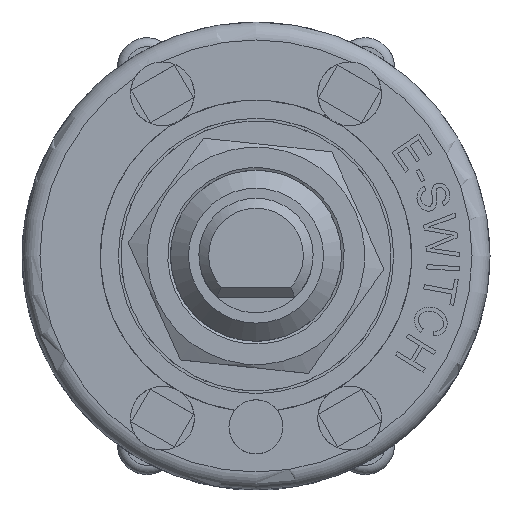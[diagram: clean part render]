
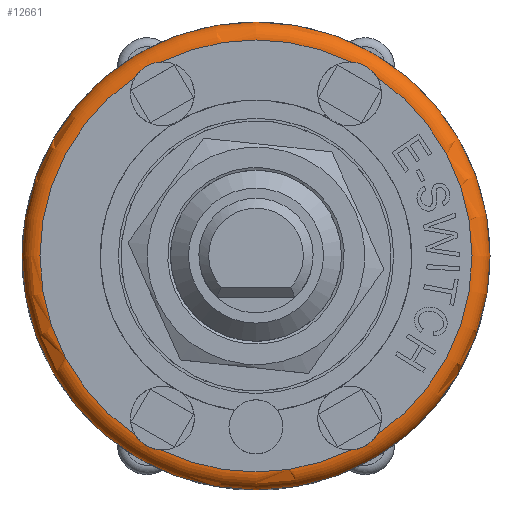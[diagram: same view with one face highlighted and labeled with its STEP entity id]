
A CAD part, top view. The second image highlights one B-rep face of the part: STEP entity #12661.
In plain terms, the highlighted toroidal (fillet/blend) face has major radius 12 mm and minor radius 1 mm.
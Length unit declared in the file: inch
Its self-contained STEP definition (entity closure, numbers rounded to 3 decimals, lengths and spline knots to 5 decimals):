
#30=TOROIDAL_SURFACE('',#13290,0.47244,0.03937);
#380=B_SPLINE_CURVE_WITH_KNOTS('',3,(#21791,#21792,#21793,#21794,#21795,
#21796,#21797,#21798,#21799,#21800,#21801,#21802),.UNSPECIFIED.,.F.,.F.,
(4,2,2,2,2,4),(-0.26924,-0.24463,-0.21597,
-0.19207,-0.16451,-0.13568),.UNSPECIFIED.);
#381=B_SPLINE_CURVE_WITH_KNOTS('',3,(#21814,#21815,#21816,#21817,#21818,
#21819,#21820,#21821,#21822,#21823,#21824,#21825),.UNSPECIFIED.,.F.,.F.,
(4,2,2,2,2,4),(-0.26924,-0.24463,-0.21597,
-0.19207,-0.16451,-0.13568),.UNSPECIFIED.);
#382=B_SPLINE_CURVE_WITH_KNOTS('',3,(#21842,#21843,#21844,#21845,#21846,
#21847,#21848,#21849,#21850,#21851,#21852,#21853),.UNSPECIFIED.,.F.,.F.,
(4,2,2,2,2,4),(-0.26924,-0.24463,-0.21597,
-0.19207,-0.16451,-0.13568),.UNSPECIFIED.);
#383=B_SPLINE_CURVE_WITH_KNOTS('',3,(#21875,#21876,#21877,#21878,#21879,
#21880,#21881,#21882,#21883,#21884,#21885,#21886),.UNSPECIFIED.,.F.,.F.,
(4,2,2,2,2,4),(-0.26924,-0.24463,-0.21597,
-0.19207,-0.16451,-0.13568),.UNSPECIFIED.);
#1755=FACE_OUTER_BOUND('',#2515,.T.);
#2515=EDGE_LOOP('',(#11622,#11623,#11624,#11625,#11626,#11627,#11628,#11629,
#11630,#11631,#11632,#11633));
#5328=CIRCLE('',#13243,0.51181);
#5355=CIRCLE('',#13291,0.03937);
#5356=CIRCLE('',#13292,0.47244);
#5357=CIRCLE('',#13293,0.47244);
#5358=CIRCLE('',#13294,0.47244);
#5359=CIRCLE('',#13295,0.47244);
#5360=CIRCLE('',#13296,0.47244);
#6466=VERTEX_POINT('',#21753);
#6474=VERTEX_POINT('',#21789);
#6475=VERTEX_POINT('',#21790);
#6478=VERTEX_POINT('',#21812);
#6479=VERTEX_POINT('',#21813);
#6484=VERTEX_POINT('',#21840);
#6485=VERTEX_POINT('',#21841);
#6492=VERTEX_POINT('',#21873);
#6493=VERTEX_POINT('',#21874);
#6496=VERTEX_POINT('',#21896);
#8216=EDGE_CURVE('',#6466,#6466,#5328,.T.);
#8234=EDGE_CURVE('',#6474,#6475,#380,.T.);
#8240=EDGE_CURVE('',#6478,#6479,#381,.T.);
#8248=EDGE_CURVE('',#6484,#6485,#382,.T.);
#8258=EDGE_CURVE('',#6492,#6493,#383,.T.);
#8264=EDGE_CURVE('',#6466,#6496,#5355,.T.);
#8265=EDGE_CURVE('',#6496,#6484,#5356,.T.);
#8266=EDGE_CURVE('',#6485,#6478,#5357,.T.);
#8267=EDGE_CURVE('',#6479,#6474,#5358,.T.);
#8268=EDGE_CURVE('',#6475,#6492,#5359,.T.);
#8269=EDGE_CURVE('',#6493,#6496,#5360,.T.);
#11622=ORIENTED_EDGE('',*,*,#8216,.T.);
#11623=ORIENTED_EDGE('',*,*,#8264,.T.);
#11624=ORIENTED_EDGE('',*,*,#8265,.T.);
#11625=ORIENTED_EDGE('',*,*,#8248,.T.);
#11626=ORIENTED_EDGE('',*,*,#8266,.T.);
#11627=ORIENTED_EDGE('',*,*,#8240,.T.);
#11628=ORIENTED_EDGE('',*,*,#8267,.T.);
#11629=ORIENTED_EDGE('',*,*,#8234,.T.);
#11630=ORIENTED_EDGE('',*,*,#8268,.T.);
#11631=ORIENTED_EDGE('',*,*,#8258,.T.);
#11632=ORIENTED_EDGE('',*,*,#8269,.T.);
#11633=ORIENTED_EDGE('',*,*,#8264,.F.);
#12661=ADVANCED_FACE('',(#1755),#30,.T.);
#13243=AXIS2_PLACEMENT_3D('',#21754,#15619,#15620);
#13290=AXIS2_PLACEMENT_3D('',#21895,#15730,#15731);
#13291=AXIS2_PLACEMENT_3D('',#21897,#15732,#15733);
#13292=AXIS2_PLACEMENT_3D('',#21898,#15734,#15735);
#13293=AXIS2_PLACEMENT_3D('',#21899,#15736,#15737);
#13294=AXIS2_PLACEMENT_3D('',#21900,#15738,#15739);
#13295=AXIS2_PLACEMENT_3D('',#21901,#15740,#15741);
#13296=AXIS2_PLACEMENT_3D('',#21902,#15742,#15743);
#15619=DIRECTION('center_axis',(0.,0.,1.));
#15620=DIRECTION('ref_axis',(-1.,0.,0.));
#15730=DIRECTION('center_axis',(0.,0.,-1.));
#15731=DIRECTION('ref_axis',(-1.,0.,0.));
#15732=DIRECTION('center_axis',(0.,-1.,0.));
#15733=DIRECTION('ref_axis',(1.,0.,0.));
#15734=DIRECTION('center_axis',(0.,0.,-1.));
#15735=DIRECTION('ref_axis',(-1.,0.,0.));
#15736=DIRECTION('center_axis',(0.,0.,-1.));
#15737=DIRECTION('ref_axis',(-1.,0.,0.));
#15738=DIRECTION('center_axis',(0.,0.,-1.));
#15739=DIRECTION('ref_axis',(-1.,0.,0.));
#15740=DIRECTION('center_axis',(0.,0.,-1.));
#15741=DIRECTION('ref_axis',(-1.,0.,0.));
#15742=DIRECTION('center_axis',(0.,0.,-1.));
#15743=DIRECTION('ref_axis',(-1.,0.,0.));
#21753=CARTESIAN_POINT('',(0.51181,0.,0.37402));
#21754=CARTESIAN_POINT('Origin',(0.,0.,0.37402));
#21789=CARTESIAN_POINT('',(-0.26379,0.39194,0.41339));
#21790=CARTESIAN_POINT('',(-0.20753,0.42442,0.41339));
#21791=CARTESIAN_POINT('Ctrl Pts',(-0.26379,0.39194,
0.41339));
#21792=CARTESIAN_POINT('Ctrl Pts',(-0.26165,0.39532,
0.41339));
#21793=CARTESIAN_POINT('Ctrl Pts',(-0.25918,0.39859,
0.41329));
#21794=CARTESIAN_POINT('Ctrl Pts',(-0.25306,0.40529,
0.41304));
#21795=CARTESIAN_POINT('Ctrl Pts',(-0.2494,0.40855,
0.4129));
#21796=CARTESIAN_POINT('Ctrl Pts',(-0.24211,0.41377,
0.41277));
#21797=CARTESIAN_POINT('Ctrl Pts',(-0.2386,0.41585,
0.41276));
#21798=CARTESIAN_POINT('Ctrl Pts',(-0.23069,0.41964,
0.41286));
#21799=CARTESIAN_POINT('Ctrl Pts',(-0.22626,0.42124,
0.41299));
#21800=CARTESIAN_POINT('Ctrl Pts',(-0.21694,0.42357,
0.41325));
#21801=CARTESIAN_POINT('Ctrl Pts',(-0.21219,0.42423,
0.41339));
#21802=CARTESIAN_POINT('Ctrl Pts',(-0.20753,0.42442,
0.41339));
#21812=CARTESIAN_POINT('',(-0.20753,-0.42442,0.41339));
#21813=CARTESIAN_POINT('',(-0.26379,-0.39194,0.41339));
#21814=CARTESIAN_POINT('Ctrl Pts',(-0.20753,-0.42442,
0.41339));
#21815=CARTESIAN_POINT('Ctrl Pts',(-0.21153,-0.42426,
0.41339));
#21816=CARTESIAN_POINT('Ctrl Pts',(-0.2156,-0.42375,
0.41329));
#21817=CARTESIAN_POINT('Ctrl Pts',(-0.22446,-0.42181,
0.41304));
#21818=CARTESIAN_POINT('Ctrl Pts',(-0.22911,-0.42026,
0.4129));
#21819=CARTESIAN_POINT('Ctrl Pts',(-0.23728,-0.41656,
0.41277));
#21820=CARTESIAN_POINT('Ctrl Pts',(-0.24084,-0.41456,
0.41276));
#21821=CARTESIAN_POINT('Ctrl Pts',(-0.24808,-0.4096,
0.41286));
#21822=CARTESIAN_POINT('Ctrl Pts',(-0.25168,-0.40656,
0.41299));
#21823=CARTESIAN_POINT('Ctrl Pts',(-0.25836,-0.39966,
0.41325));
#21824=CARTESIAN_POINT('Ctrl Pts',(-0.2613,-0.39588,
0.41339));
#21825=CARTESIAN_POINT('Ctrl Pts',(-0.26379,-0.39194,
0.41339));
#21840=CARTESIAN_POINT('',(0.26379,-0.39194,0.41339));
#21841=CARTESIAN_POINT('',(0.20753,-0.42442,0.41339));
#21842=CARTESIAN_POINT('Ctrl Pts',(0.26379,-0.39194,
0.41339));
#21843=CARTESIAN_POINT('Ctrl Pts',(0.26165,-0.39532,
0.41339));
#21844=CARTESIAN_POINT('Ctrl Pts',(0.25918,-0.39859,
0.41329));
#21845=CARTESIAN_POINT('Ctrl Pts',(0.25306,-0.40529,
0.41304));
#21846=CARTESIAN_POINT('Ctrl Pts',(0.2494,-0.40855,
0.4129));
#21847=CARTESIAN_POINT('Ctrl Pts',(0.24211,-0.41377,
0.41277));
#21848=CARTESIAN_POINT('Ctrl Pts',(0.2386,-0.41585,
0.41276));
#21849=CARTESIAN_POINT('Ctrl Pts',(0.23069,-0.41964,
0.41286));
#21850=CARTESIAN_POINT('Ctrl Pts',(0.22626,-0.42124,
0.41299));
#21851=CARTESIAN_POINT('Ctrl Pts',(0.21694,-0.42357,
0.41325));
#21852=CARTESIAN_POINT('Ctrl Pts',(0.21219,-0.42423,
0.41339));
#21853=CARTESIAN_POINT('Ctrl Pts',(0.20753,-0.42442,
0.41339));
#21873=CARTESIAN_POINT('',(0.20753,0.42442,0.41339));
#21874=CARTESIAN_POINT('',(0.26379,0.39194,0.41339));
#21875=CARTESIAN_POINT('Ctrl Pts',(0.20753,0.42442,0.41339));
#21876=CARTESIAN_POINT('Ctrl Pts',(0.21153,0.42426,
0.41339));
#21877=CARTESIAN_POINT('Ctrl Pts',(0.2156,0.42375,
0.41329));
#21878=CARTESIAN_POINT('Ctrl Pts',(0.22446,0.42181,0.41304));
#21879=CARTESIAN_POINT('Ctrl Pts',(0.22911,0.42026,
0.4129));
#21880=CARTESIAN_POINT('Ctrl Pts',(0.23728,0.41656,0.41277));
#21881=CARTESIAN_POINT('Ctrl Pts',(0.24084,0.41456,
0.41276));
#21882=CARTESIAN_POINT('Ctrl Pts',(0.24808,0.4096,
0.41286));
#21883=CARTESIAN_POINT('Ctrl Pts',(0.25168,0.40656,
0.41299));
#21884=CARTESIAN_POINT('Ctrl Pts',(0.25836,0.39966,
0.41325));
#21885=CARTESIAN_POINT('Ctrl Pts',(0.2613,0.39588,
0.41339));
#21886=CARTESIAN_POINT('Ctrl Pts',(0.26379,0.39194,
0.41339));
#21895=CARTESIAN_POINT('Origin',(0.,0.,0.37402));
#21896=CARTESIAN_POINT('',(0.47244,0.,0.41339));
#21897=CARTESIAN_POINT('Origin',(0.47244,0.,
0.37402));
#21898=CARTESIAN_POINT('Origin',(0.,0.,0.41339));
#21899=CARTESIAN_POINT('Origin',(0.,0.,0.41339));
#21900=CARTESIAN_POINT('Origin',(0.,0.,0.41339));
#21901=CARTESIAN_POINT('Origin',(0.,0.,0.41339));
#21902=CARTESIAN_POINT('Origin',(0.,0.,0.41339));
